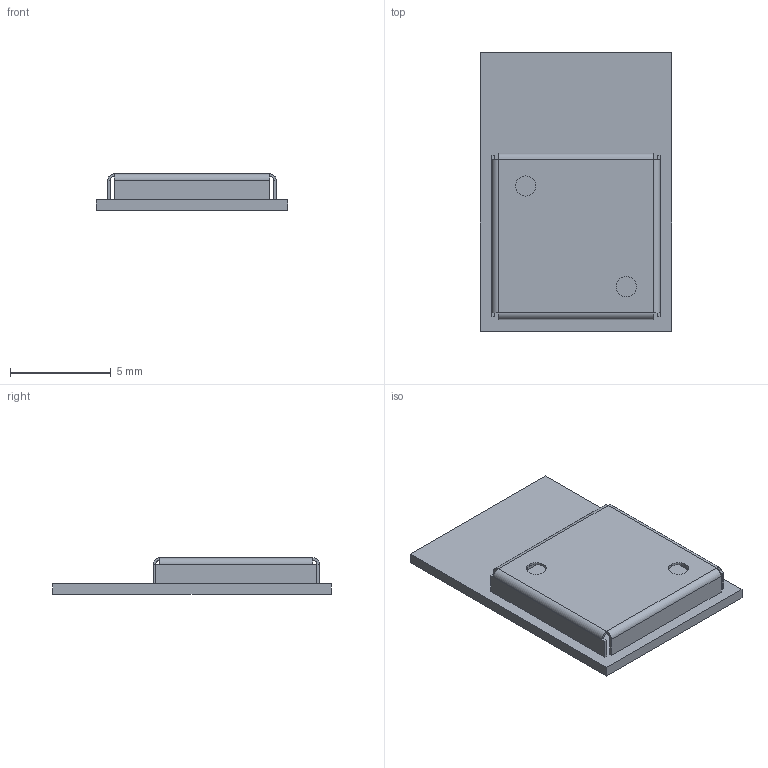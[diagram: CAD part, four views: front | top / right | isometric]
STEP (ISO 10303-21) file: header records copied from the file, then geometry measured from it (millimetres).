
FILE_DESCRIPTION(('STEP AP214'),'1');
FILE_NAME('M20050-1_shieldingcan.step','2021-06-04T02:08:58',(' '),('ANSOFT Corporation'),'Spatial InterOp 3D',' ',' ');
FILE_SCHEMA(('AUTOMOTIVE_DESIGN { 1 0 10303 214 1 1 1 1 }'));
Length unit declared in the file: millimetre
Products named in the file (1): AN50998A
Bounding box: 9.5 x 13.8 x 1.82 mm (x, y, z)
Volume: 81.5 mm3; surface area: 493.3 mm2
Topology: 2 solids, 2 shells, 52 faces, 112 edges, 64 vertices
Faces by surface type: plane 40, cylinder 12
Entity records: 1412 total; most frequent: DIRECTION 244, CARTESIAN_POINT 230, ORIENTED_EDGE 224, EDGE_CURVE 112, LINE 88, VECTOR 88, AXIS2_PLACEMENT_3D 78, VERTEX_POINT 64
